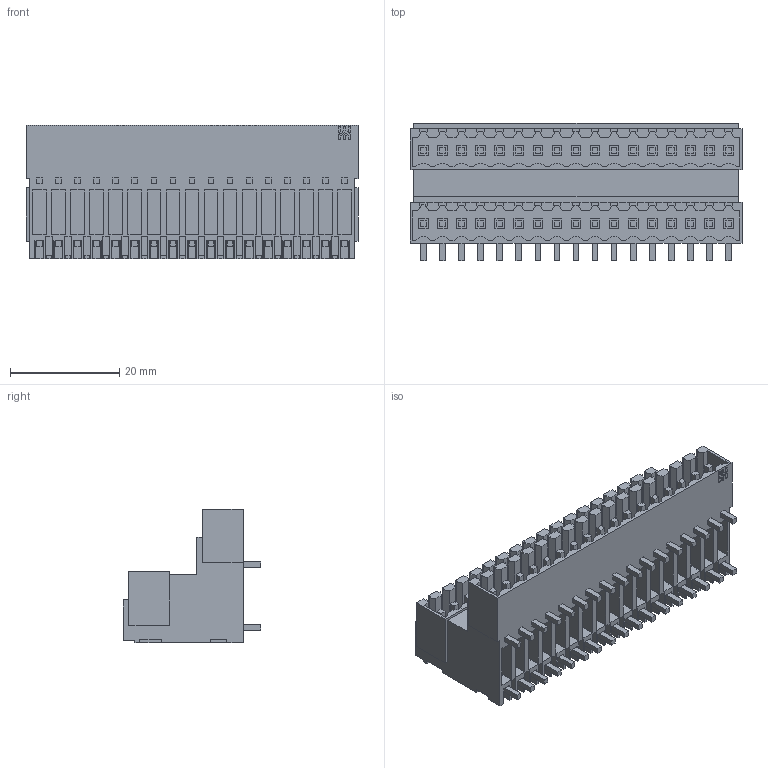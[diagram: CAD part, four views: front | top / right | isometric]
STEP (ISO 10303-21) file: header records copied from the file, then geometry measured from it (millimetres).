
FILE_DESCRIPTION(('CATIA V5 STEP Exchange','CAx-IF Rec.Pracs.--- Model Styling and Organization---1.2---2011-12-15'),'2;1');
FILE_NAME ('D1458724_0_1890650000_1890650000.stp','2016-09-26T13:10:59+00:00',('none'),('Weidmueller'),'CATIA Version 5-6 Release 2014','CATIA V5 STEP AP214','none');
FILE_SCHEMA(('AUTOMOTIVE_DESIGN { 1 0 10303 214 1 1 1 1 }'));
Length unit declared in the file: millimetre
Products named in the file (1): 1890650000_S
Bounding box: 60.9 x 25.2 x 24.55 mm (x, y, z)
Volume: 13833.1 mm3; surface area: 17422.2 mm2
Topology: 35 solids, 35 shells, 1891 faces, 5486 edges, 3736 vertices
Faces by surface type: plane 1701, cylinder 170, extrusion 20
Entity records: 56223 total; most frequent: ORIENTED_EDGE 10972, CARTESIAN_POINT 10454, DIRECTION 6980, EDGE_CURVE 5486, VECTOR 5098, LINE 5078, VERTEX_POINT 3736, EDGE_LOOP 2030
